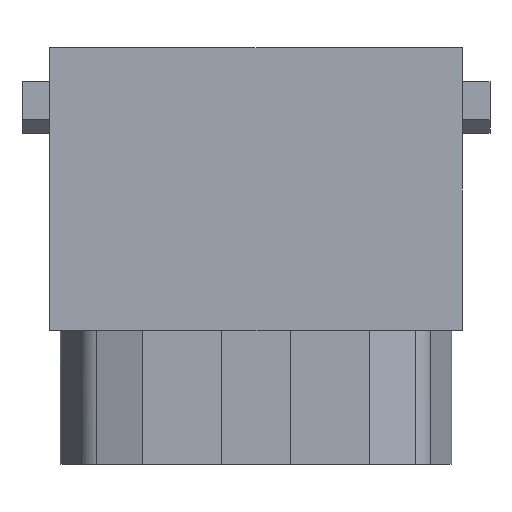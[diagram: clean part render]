
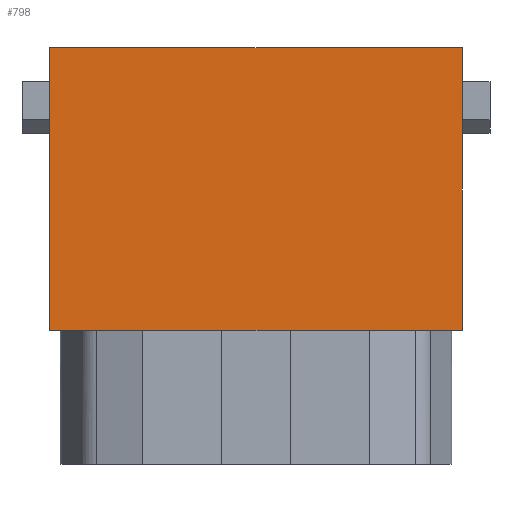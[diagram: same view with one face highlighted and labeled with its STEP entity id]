
A CAD part, left-side view. The second image highlights one B-rep face of the part: STEP entity #798.
In plain terms, the highlighted planar face has unit normal (-1, 0, 0).
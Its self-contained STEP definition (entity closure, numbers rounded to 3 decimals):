
#785=AXIS2_PLACEMENT_3D('Plane Axis2P3D',#782,#783,#784) ;
#242=CARTESIAN_POINT('Vertex',(0.,2.05,9.85)) ;
#256=CARTESIAN_POINT('Vertex',(0.,2.05,30.65)) ;
#259=CARTESIAN_POINT('Line Origine',(0.,2.05,20.25)) ;
#291=CARTESIAN_POINT('Line Origine',(0.,17.2,9.85)) ;
#295=CARTESIAN_POINT('Vertex',(0.,32.35,9.85)) ;
#605=CARTESIAN_POINT('Vertex',(0.,32.35,30.65)) ;
#608=CARTESIAN_POINT('Line Origine',(0.,17.2,30.65)) ;
#782=CARTESIAN_POINT('Axis2P3D Location',(0.,17.2,16.625)) ;
#787=CARTESIAN_POINT('Line Origine',(0.,32.35,20.25)) ;
#260=DIRECTION('Vector Direction',(0.,0.,-1.)) ;
#292=DIRECTION('Vector Direction',(0.,1.,0.)) ;
#609=DIRECTION('Vector Direction',(0.,1.,0.)) ;
#783=DIRECTION('Axis2P3D Direction',(-1.,0.,0.)) ;
#784=DIRECTION('Axis2P3D XDirection',(0.,-1.,0.)) ;
#788=DIRECTION('Vector Direction',(0.,0.,1.)) ;
#261=VECTOR('Line Direction',#260,1.) ;
#293=VECTOR('Line Direction',#292,1.) ;
#610=VECTOR('Line Direction',#609,1.) ;
#789=VECTOR('Line Direction',#788,1.) ;
#793=ORIENTED_EDGE('',*,*,#297,.F.) ;
#794=ORIENTED_EDGE('',*,*,#263,.F.) ;
#795=ORIENTED_EDGE('',*,*,#612,.T.) ;
#796=ORIENTED_EDGE('',*,*,#791,.F.) ;
#798=ADVANCED_FACE('Hauptkoerper',(#797),#786,.T.) ;
#263=EDGE_CURVE('',#257,#243,#262,.T.) ;
#297=EDGE_CURVE('',#243,#296,#294,.T.) ;
#612=EDGE_CURVE('',#257,#606,#611,.T.) ;
#791=EDGE_CURVE('',#296,#606,#790,.T.) ;
#792=EDGE_LOOP('',(#793,#794,#795,#796)) ;
#797=FACE_OUTER_BOUND('',#792,.T.) ;
#262=LINE('Line',#259,#261) ;
#294=LINE('Line',#291,#293) ;
#611=LINE('Line',#608,#610) ;
#790=LINE('Line',#787,#789) ;
#786=PLANE('',#785) ;
#243=VERTEX_POINT('',#242) ;
#257=VERTEX_POINT('',#256) ;
#296=VERTEX_POINT('',#295) ;
#606=VERTEX_POINT('',#605) ;
